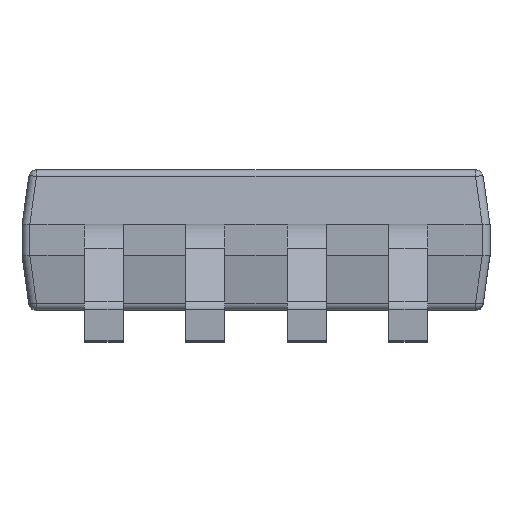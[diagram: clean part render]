
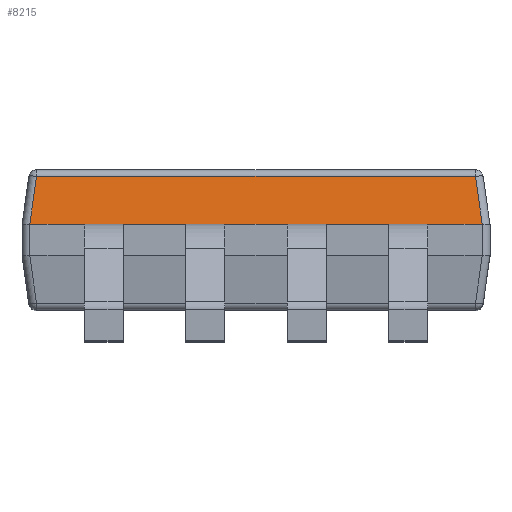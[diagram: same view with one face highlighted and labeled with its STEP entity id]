
A CAD part, top view. The second image highlights one B-rep face of the part: STEP entity #8215.
In plain terms, the highlighted planar face has unit normal (0, 0.141, 0.99).
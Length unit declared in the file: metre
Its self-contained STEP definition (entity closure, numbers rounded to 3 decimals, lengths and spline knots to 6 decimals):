
#14=ELLIPSE('',#9762,0.000354,0.00005);
#21=ELLIPSE('',#9776,0.000354,0.00005);
#954=LINE('',#14056,#1779);
#982=LINE('',#14129,#1807);
#1010=LINE('',#14202,#1835);
#1038=LINE('',#14275,#1863);
#1193=LINE('',#15269,#2018);
#1200=LINE('',#15289,#2025);
#1207=LINE('',#15329,#2032);
#1218=LINE('',#15360,#2043);
#1219=LINE('',#15361,#2044);
#1220=LINE('',#15362,#2045);
#1221=LINE('',#15363,#2046);
#1222=LINE('',#15364,#2047);
#1779=VECTOR('',#10741,1.);
#1807=VECTOR('',#10811,1.);
#1835=VECTOR('',#10881,1.);
#1863=VECTOR('',#10951,1.);
#2018=VECTOR('',#11348,1.);
#2025=VECTOR('',#11369,1.);
#2032=VECTOR('',#11414,1.);
#2043=VECTOR('',#11453,1.);
#2044=VECTOR('',#11454,1.);
#2045=VECTOR('',#11455,1.);
#2046=VECTOR('',#11456,1.);
#2047=VECTOR('',#11457,1.);
#4068=ORIENTED_EDGE('',*,*,#5467,.T.);
#4069=ORIENTED_EDGE('',*,*,#5451,.T.);
#4070=ORIENTED_EDGE('',*,*,#5515,.F.);
#4071=ORIENTED_EDGE('',*,*,#5244,.F.);
#4072=ORIENTED_EDGE('',*,*,#5516,.F.);
#4073=ORIENTED_EDGE('',*,*,#5172,.F.);
#4074=ORIENTED_EDGE('',*,*,#5517,.F.);
#4075=ORIENTED_EDGE('',*,*,#5136,.F.);
#4076=ORIENTED_EDGE('',*,*,#5518,.F.);
#4077=ORIENTED_EDGE('',*,*,#5208,.F.);
#4078=ORIENTED_EDGE('',*,*,#5519,.F.);
#4079=ORIENTED_EDGE('',*,*,#5464,.T.);
#4080=ORIENTED_EDGE('',*,*,#5477,.T.);
#4081=ORIENTED_EDGE('',*,*,#5498,.T.);
#5136=EDGE_CURVE('',#6093,#6094,#954,.T.);
#5172=EDGE_CURVE('',#6117,#6118,#982,.T.);
#5208=EDGE_CURVE('',#6141,#6142,#1010,.T.);
#5244=EDGE_CURVE('',#6165,#6166,#1038,.T.);
#5451=EDGE_CURVE('',#6302,#6301,#14,.T.);
#5464=EDGE_CURVE('',#6307,#6311,#21,.T.);
#5467=EDGE_CURVE('',#6312,#6302,#1193,.T.);
#5477=EDGE_CURVE('',#6311,#6319,#1200,.T.);
#5498=EDGE_CURVE('',#6319,#6312,#1207,.T.);
#5515=EDGE_CURVE('',#6166,#6301,#1218,.T.);
#5516=EDGE_CURVE('',#6118,#6165,#1219,.T.);
#5517=EDGE_CURVE('',#6094,#6117,#1220,.T.);
#5518=EDGE_CURVE('',#6142,#6093,#1221,.T.);
#5519=EDGE_CURVE('',#6307,#6141,#1222,.T.);
#6093=VERTEX_POINT('',#14055);
#6094=VERTEX_POINT('',#14057);
#6117=VERTEX_POINT('',#14128);
#6118=VERTEX_POINT('',#14130);
#6141=VERTEX_POINT('',#14201);
#6142=VERTEX_POINT('',#14203);
#6165=VERTEX_POINT('',#14274);
#6166=VERTEX_POINT('',#14276);
#6301=VERTEX_POINT('',#15236);
#6302=VERTEX_POINT('',#15238);
#6307=VERTEX_POINT('',#15253);
#6311=VERTEX_POINT('',#15262);
#6312=VERTEX_POINT('',#15266);
#6319=VERTEX_POINT('',#15288);
#7022=EDGE_LOOP('',(#4068,#4069,#4070,#4071,#4072,#4073,#4074,#4075,#4076,
#4077,#4078,#4079,#4080,#4081));
#7489=FACE_BOUND('',#7022,.T.);
#7787=PLANE('',#9818);
#8215=ADVANCED_FACE('',(#7489),#7787,.T.);
#9762=AXIS2_PLACEMENT_3D('',#15237,#11311,#11312);
#9776=AXIS2_PLACEMENT_3D('',#15263,#11341,#11342);
#9818=AXIS2_PLACEMENT_3D('',#15359,#11451,#11452);
#10741=DIRECTION('',(-1.,0.,0.));
#10811=DIRECTION('',(-1.,0.,0.));
#10881=DIRECTION('',(-1.,0.,0.));
#10951=DIRECTION('',(-1.,0.,0.));
#11311=DIRECTION('',(0.,0.141,0.99));
#11312=DIRECTION('',(0.,-0.99,0.141));
#11341=DIRECTION('',(0.,0.141,0.99));
#11342=DIRECTION('',(0.,-0.99,0.141));
#11348=DIRECTION('',(-0.14,-0.98,0.14));
#11369=DIRECTION('',(-0.14,0.98,-0.14));
#11414=DIRECTION('',(-1.,0.,0.));
#11451=DIRECTION('',(0.,0.141,0.99));
#11452=DIRECTION('',(-1.,0.,0.));
#11453=DIRECTION('',(-1.,0.,0.));
#11454=DIRECTION('',(-1.,0.,0.));
#11455=DIRECTION('',(-1.,0.,0.));
#11456=DIRECTION('',(-1.,0.,0.));
#11457=DIRECTION('',(-1.,0.,0.));
#14055=CARTESIAN_POINT('',(0.00045,0.00075,0.0015));
#14056=CARTESIAN_POINT('',(-0.0011,0.00075,0.0015));
#14057=CARTESIAN_POINT('',(0.0002,0.00075,0.0015));
#14128=CARTESIAN_POINT('',(-0.0002,0.00075,0.0015));
#14129=CARTESIAN_POINT('',(-0.0011,0.00075,0.0015));
#14130=CARTESIAN_POINT('',(-0.00045,0.00075,0.0015));
#14201=CARTESIAN_POINT('',(0.0011,0.00075,0.0015));
#14202=CARTESIAN_POINT('',(-0.0011,0.00075,0.0015));
#14203=CARTESIAN_POINT('',(0.00085,0.00075,0.0015));
#14274=CARTESIAN_POINT('',(-0.00085,0.00075,0.0015));
#14275=CARTESIAN_POINT('',(-0.0011,0.00075,0.0015));
#14276=CARTESIAN_POINT('',(-0.0011,0.00075,0.0015));
#15236=CARTESIAN_POINT('',(-0.00145,0.00075,0.0015));
#15237=CARTESIAN_POINT('',(-0.00145,0.0011,0.00145));
#15238=CARTESIAN_POINT('',(-0.00145,0.00075,0.0015));
#15253=CARTESIAN_POINT('',(0.00145,0.00075,0.0015));
#15262=CARTESIAN_POINT('',(0.00145,0.00075,0.0015));
#15263=CARTESIAN_POINT('',(0.00145,0.0011,0.00145));
#15266=CARTESIAN_POINT('',(-0.001407,0.001057,0.001456));
#15269=CARTESIAN_POINT('',(-0.001373,0.001292,0.001423));
#15288=CARTESIAN_POINT('',(0.001407,0.001057,0.001456));
#15289=CARTESIAN_POINT('',(0.001373,0.001292,0.001423));
#15329=CARTESIAN_POINT('',(0.,0.001057,0.001456));
#15359=CARTESIAN_POINT('',(0.,0.0011,0.00145));
#15360=CARTESIAN_POINT('',(-0.0015,0.00075,0.0015));
#15361=CARTESIAN_POINT('',(-0.0015,0.00075,0.0015));
#15362=CARTESIAN_POINT('',(-0.0015,0.00075,0.0015));
#15363=CARTESIAN_POINT('',(-0.0015,0.00075,0.0015));
#15364=CARTESIAN_POINT('',(-0.0015,0.00075,0.0015));
